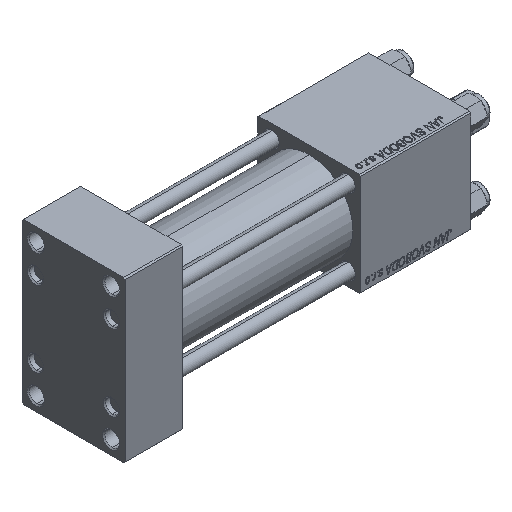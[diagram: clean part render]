
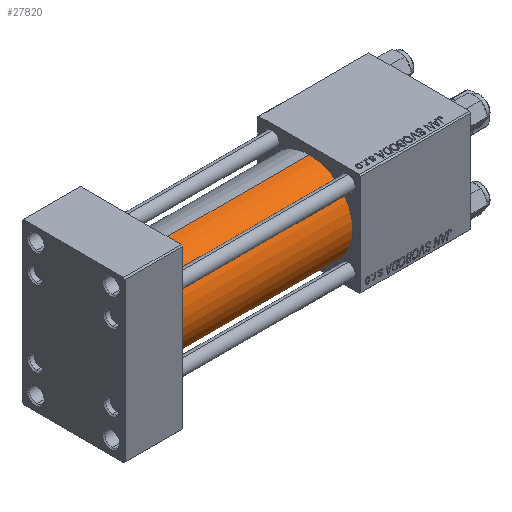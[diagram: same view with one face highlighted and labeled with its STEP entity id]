
A CAD part, isometric view. The second image highlights one B-rep face of the part: STEP entity #27820.
In plain terms, the highlighted cylindrical face has radius 19 mm (diameter 38 mm), a partial arc.
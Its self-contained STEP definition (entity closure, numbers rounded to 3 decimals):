
#248 = CARTESIAN_POINT ( 'NONE',  ( 25., 0., 19. ) ) ;
#2345 = VECTOR ( 'NONE', #45924, 1000. ) ;
#2912 = CARTESIAN_POINT ( 'NONE',  ( 25., 0., 0. ) ) ;
#2916 = CARTESIAN_POINT ( 'NONE',  ( 103., 0., -19. ) ) ;
#3416 = DIRECTION ( 'NONE',  ( 1., 0., 0. ) ) ;
#4102 = FACE_OUTER_BOUND ( 'NONE', #49948, .T. ) ;
#4629 = VERTEX_POINT ( 'NONE', #2916 ) ;
#4940 = EDGE_CURVE ( 'NONE', #23565, #4629, #49463, .T. ) ;
#11254 = EDGE_CURVE ( 'NONE', #4629, #26100, #15108, .T. ) ;
#11317 = CARTESIAN_POINT ( 'NONE',  ( 103., 0., 19. ) ) ;
#11396 = CARTESIAN_POINT ( 'NONE',  ( 103., 0., 19. ) ) ;
#11616 = CARTESIAN_POINT ( 'NONE',  ( 25., 0., -19. ) ) ;
#11816 = ORIENTED_EDGE ( 'NONE', *, *, #11254, .F. ) ;
#15042 = ORIENTED_EDGE ( 'NONE', *, *, #29585, .T. ) ;
#15108 = LINE ( 'NONE', #34305, #2345 ) ;
#17003 = VERTEX_POINT ( 'NONE', #248 ) ;
#19522 = DIRECTION ( 'NONE',  ( -1., 0., 0. ) ) ;
#20457 = DIRECTION ( 'NONE',  ( 1., 0., 0. ) ) ;
#23565 = VERTEX_POINT ( 'NONE', #11396 ) ;
#24203 = ORIENTED_EDGE ( 'NONE', *, *, #4940, .F. ) ;
#24492 = AXIS2_PLACEMENT_3D ( 'NONE', #2912, #3416, #41824 ) ;
#24509 = CARTESIAN_POINT ( 'NONE',  ( 103., 0., 0. ) ) ;
#25228 = AXIS2_PLACEMENT_3D ( 'NONE', #24509, #20457, #35353 ) ;
#26087 = CIRCLE ( 'NONE', #24492, 19. ) ;
#26100 = VERTEX_POINT ( 'NONE', #11616 ) ;
#27820 = ADVANCED_FACE ( 'NONE', ( #4102 ), #34437, .T. ) ;
#28903 = EDGE_CURVE ( 'NONE', #17003, #26100, #26087, .T. ) ;
#29585 = EDGE_CURVE ( 'NONE', #23565, #17003, #45932, .T. ) ;
#34198 = CARTESIAN_POINT ( 'NONE',  ( 103., 0., 0. ) ) ;
#34305 = CARTESIAN_POINT ( 'NONE',  ( 103., 0., -19. ) ) ;
#34437 = CYLINDRICAL_SURFACE ( 'NONE', #43820, 19. ) ;
#35353 = DIRECTION ( 'NONE',  ( 0., 0., -1. ) ) ;
#39415 = ORIENTED_EDGE ( 'NONE', *, *, #28903, .T. ) ;
#41773 = DIRECTION ( 'NONE',  ( 0., 0., 1. ) ) ;
#41824 = DIRECTION ( 'NONE',  ( 0., 0., 1. ) ) ;
#43820 = AXIS2_PLACEMENT_3D ( 'NONE', #34198, #19522, #41773 ) ;
#44653 = VECTOR ( 'NONE', #46182, 1000. ) ;
#45924 = DIRECTION ( 'NONE',  ( -1., 0., 0. ) ) ;
#45932 = LINE ( 'NONE', #11317, #44653 ) ;
#46182 = DIRECTION ( 'NONE',  ( -1., 0., 0. ) ) ;
#49463 = CIRCLE ( 'NONE', #25228, 19. ) ;
#49948 = EDGE_LOOP ( 'NONE', ( #11816, #24203, #15042, #39415 ) ) ;
